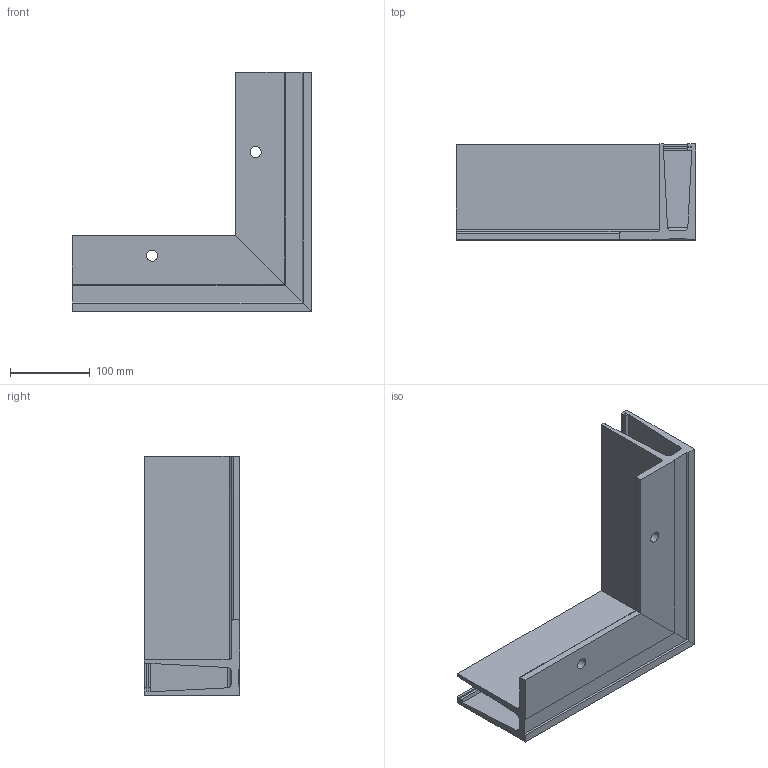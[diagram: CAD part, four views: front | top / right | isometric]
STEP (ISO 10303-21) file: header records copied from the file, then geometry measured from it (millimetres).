
FILE_DESCRIPTION (( 'STEP AP214' ), '1' );
FILE_NAME ('1805570BEC.STEP', '2021-07-09T09:48:26', ( '' ), ( '' ), 'SwSTEP 2.0', 'SolidWorks 2020', '' );
FILE_SCHEMA (( 'AUTOMOTIVE_DESIGN' ));
Length unit declared in the file: millimetre
Products named in the file (3): 1805570BEC; 1805570BEC part1; 1805570BEC part2
Assembly tree (2 placements, depth 2):
  1805570BEC
    1805570BEC part1
    1805570BEC part2
Bounding box: 300 x 120 x 300 mm (x, y, z)
Volume: 1375325.4 mm3; surface area: 365710.3 mm2
Topology: 2 solids, 2 shells, 58 faces, 162 edges, 108 vertices
Faces by surface type: plane 48, cylinder 10
Full cylindrical faces by diameter (mm): 14 x2
Entity records: 1946 total; most frequent: CARTESIAN_POINT 355, ORIENTED_EDGE 320, DIRECTION 290, EDGE_CURVE 160, LINE 140, VECTOR 140, VERTEX_POINT 108, AXIS2_PLACEMENT_3D 75
